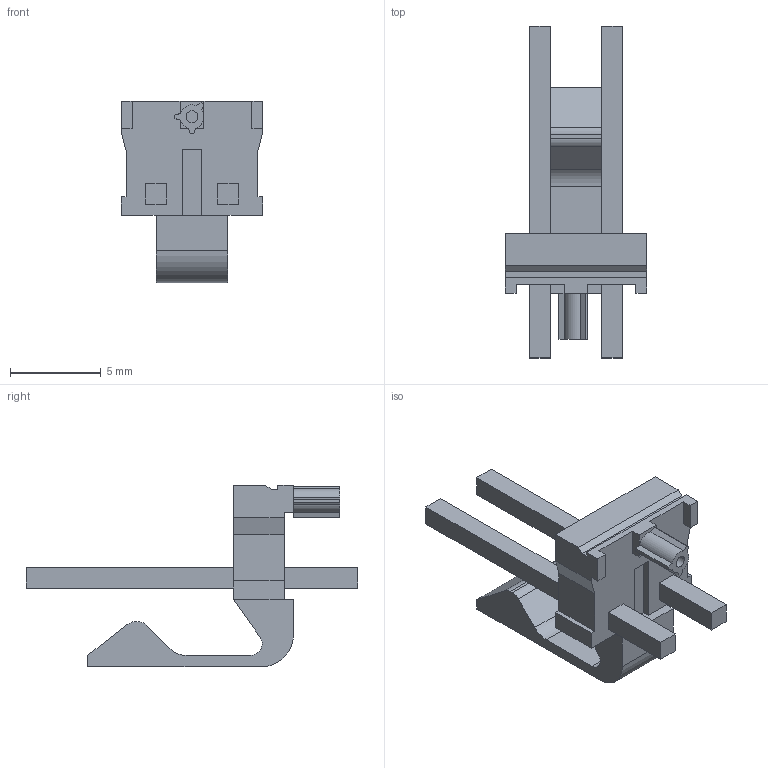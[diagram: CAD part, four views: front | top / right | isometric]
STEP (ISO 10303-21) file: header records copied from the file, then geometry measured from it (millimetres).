
FILE_DESCRIPTION((''),'2;1');
FILE_NAME('026644020','2009-06-25T',('gga'),(''),'PRO/ENGINEER BY PARAMETRIC TECHNOLOGY CORPORATION, 2003451','PRO/ENGINEER BY PARAMETRIC TECHNOLOGY CORPORATION, 2003451','');
FILE_SCHEMA(('CONFIG_CONTROL_DESIGN'));
Length unit declared in the file: inch
Products named in the file (1): 026644020
Bounding box: 7.77 x 18.29 x 10.01 mm (x, y, z)
Volume: 250.1 mm3; surface area: 493.4 mm2
Topology: 1 solids, 1 shells, 90 faces, 243 edges, 161 vertices
Faces by surface type: plane 80, cylinder 10
Entity records: 2820 total; most frequent: CARTESIAN_POINT 488, ORIENTED_EDGE 472, DIRECTION 454, EDGE_CURVE 236, VECTOR 216, LINE 216, VERTEX_POINT 153, AXIS2_PLACEMENT_3D 119
